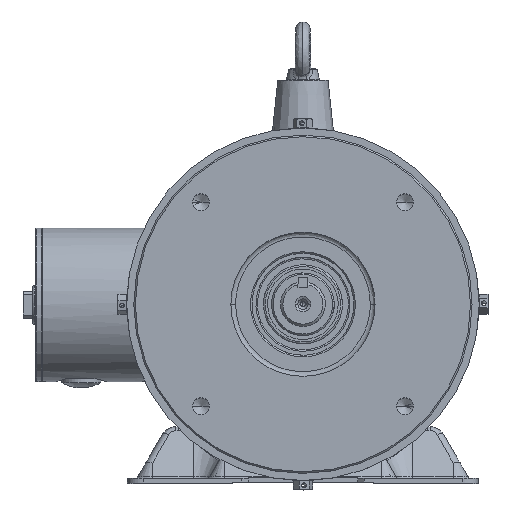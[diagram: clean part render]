
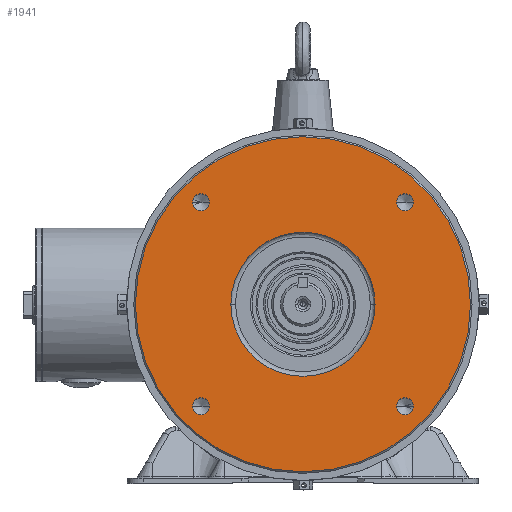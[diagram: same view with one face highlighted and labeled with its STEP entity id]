
A CAD part, top view. The second image highlights one B-rep face of the part: STEP entity #1941.
In plain terms, the highlighted planar face has unit normal (0, 0, 1).
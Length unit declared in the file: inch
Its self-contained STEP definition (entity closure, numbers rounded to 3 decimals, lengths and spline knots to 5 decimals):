
#5 = CARTESIAN_POINT ( 'NONE',  ( -2.56326, 2.56326, 0. ) ) ;
#292 = CIRCLE ( 'NONE', #23732, 0.21095 ) ;
#355 = EDGE_CURVE ( 'NONE', #25818, #37310, #12481, .T. ) ;
#601 = EDGE_CURVE ( 'NONE', #53393, #12286, #15997, .T. ) ;
#669 = DIRECTION ( 'NONE',  ( 0., 0., 1. ) ) ;
#1326 = CIRCLE ( 'NONE', #43817, 0.21095 ) ;
#1881 = DIRECTION ( 'NONE',  ( 0., 0., -1. ) ) ;
#1941 = ADVANCED_FACE ( 'NONE', ( #49385, #53348, #36348, #14599, #31854, #6122 ), #23330, .F. ) ;
#2744 = CIRCLE ( 'NONE', #18987, 0.21095 ) ;
#4603 = DIRECTION ( 'NONE',  ( 0., 0., 1. ) ) ;
#4622 = DIRECTION ( 'NONE',  ( -1., 0., 0. ) ) ;
#4742 = AXIS2_PLACEMENT_3D ( 'NONE', #5, #29698, #17817 ) ;
#5736 = EDGE_CURVE ( 'NONE', #27256, #48729, #2744, .T. ) ;
#5829 = EDGE_CURVE ( 'NONE', #48729, #27256, #49689, .T. ) ;
#6086 = EDGE_LOOP ( 'NONE', ( #16314, #41385 ) ) ;
#6122 = FACE_OUTER_BOUND ( 'NONE', #22528, .T. ) ;
#6355 = CARTESIAN_POINT ( 'NONE',  ( 1.81102, 0., 0. ) ) ;
#6530 = CIRCLE ( 'NONE', #43565, 0.21095 ) ;
#7020 = AXIS2_PLACEMENT_3D ( 'NONE', #40598, #1881, #53641 ) ;
#7230 = DIRECTION ( 'NONE',  ( -1., 0., 0. ) ) ;
#7815 = VERTEX_POINT ( 'NONE', #48822 ) ;
#8587 = EDGE_LOOP ( 'NONE', ( #12557, #35361 ) ) ;
#9319 = AXIS2_PLACEMENT_3D ( 'NONE', #33469, #28960, #20726 ) ;
#9739 = DIRECTION ( 'NONE',  ( -1., 0., 0. ) ) ;
#9911 = ORIENTED_EDGE ( 'NONE', *, *, #14354, .F. ) ;
#10113 = ORIENTED_EDGE ( 'NONE', *, *, #355, .F. ) ;
#10130 = EDGE_CURVE ( 'NONE', #29666, #7815, #43675, .T. ) ;
#10618 = CARTESIAN_POINT ( 'NONE',  ( 2.77421, 2.56326, 0. ) ) ;
#10620 = CARTESIAN_POINT ( 'NONE',  ( -2.56326, 2.56326, 0. ) ) ;
#10902 = CARTESIAN_POINT ( 'NONE',  ( 2.56326, 2.56326, 0. ) ) ;
#11198 = DIRECTION ( 'NONE',  ( -1., 0., 0. ) ) ;
#12286 = VERTEX_POINT ( 'NONE', #15298 ) ;
#12481 = CIRCLE ( 'NONE', #39469, 1.81102 ) ;
#12557 = ORIENTED_EDGE ( 'NONE', *, *, #33508, .F. ) ;
#12775 = EDGE_LOOP ( 'NONE', ( #51655, #9911 ) ) ;
#14354 = EDGE_CURVE ( 'NONE', #52553, #36937, #24889, .T. ) ;
#14599 = FACE_BOUND ( 'NONE', #26669, .T. ) ;
#15298 = CARTESIAN_POINT ( 'NONE',  ( 4.21063, 0., 0. ) ) ;
#15997 = CIRCLE ( 'NONE', #34947, 4.21063 ) ;
#16314 = ORIENTED_EDGE ( 'NONE', *, *, #5736, .F. ) ;
#16403 = EDGE_CURVE ( 'NONE', #37310, #25818, #38191, .T. ) ;
#16680 = ORIENTED_EDGE ( 'NONE', *, *, #16403, .F. ) ;
#17358 = VERTEX_POINT ( 'NONE', #25245 ) ;
#17622 = CARTESIAN_POINT ( 'NONE',  ( -2.56326, -2.56326, 0. ) ) ;
#17817 = DIRECTION ( 'NONE',  ( -1., 0., 0. ) ) ;
#18394 = CARTESIAN_POINT ( 'NONE',  ( -2.77421, -2.56326, 0. ) ) ;
#18987 = AXIS2_PLACEMENT_3D ( 'NONE', #10902, #24745, #7230 ) ;
#19549 = CARTESIAN_POINT ( 'NONE',  ( 0., 0., 0. ) ) ;
#19651 = DIRECTION ( 'NONE',  ( -1., 0., 0. ) ) ;
#20483 = CARTESIAN_POINT ( 'NONE',  ( 2.56326, -2.56326, 0. ) ) ;
#20726 = DIRECTION ( 'NONE',  ( -1., 0., 0. ) ) ;
#21785 = CARTESIAN_POINT ( 'NONE',  ( -2.56326, -2.56326, 0. ) ) ;
#22528 = EDGE_LOOP ( 'NONE', ( #47182, #33347 ) ) ;
#22702 = DIRECTION ( 'NONE',  ( 0., 0., 1. ) ) ;
#23330 = PLANE ( 'NONE',  #7020 ) ;
#23732 = AXIS2_PLACEMENT_3D ( 'NONE', #10620, #40877, #11198 ) ;
#24164 = CARTESIAN_POINT ( 'NONE',  ( 2.56326, 2.56326, 0. ) ) ;
#24742 = CARTESIAN_POINT ( 'NONE',  ( -4.21063, 0., 0. ) ) ;
#24745 = DIRECTION ( 'NONE',  ( 0., 0., 1. ) ) ;
#24889 = CIRCLE ( 'NONE', #51131, 0.21095 ) ;
#25245 = CARTESIAN_POINT ( 'NONE',  ( -2.35231, 2.56326, 0. ) ) ;
#25818 = VERTEX_POINT ( 'NONE', #39649 ) ;
#26004 = EDGE_LOOP ( 'NONE', ( #49733, #27788 ) ) ;
#26142 = CARTESIAN_POINT ( 'NONE',  ( 2.56326, -2.56326, 0. ) ) ;
#26308 = CARTESIAN_POINT ( 'NONE',  ( 0., 0., 0. ) ) ;
#26482 = CARTESIAN_POINT ( 'NONE',  ( 2.35231, 2.56326, 0. ) ) ;
#26669 = EDGE_LOOP ( 'NONE', ( #10113, #16680 ) ) ;
#27256 = VERTEX_POINT ( 'NONE', #26482 ) ;
#27788 = ORIENTED_EDGE ( 'NONE', *, *, #10130, .F. ) ;
#27996 = AXIS2_PLACEMENT_3D ( 'NONE', #24164, #54740, #50230 ) ;
#28481 = EDGE_CURVE ( 'NONE', #36937, #52553, #6530, .T. ) ;
#28960 = DIRECTION ( 'NONE',  ( 0., 0., 1. ) ) ;
#29666 = VERTEX_POINT ( 'NONE', #34475 ) ;
#29698 = DIRECTION ( 'NONE',  ( 0., 0., 1. ) ) ;
#30067 = CARTESIAN_POINT ( 'NONE',  ( 0., 0., 0. ) ) ;
#30299 = VERTEX_POINT ( 'NONE', #49300 ) ;
#30304 = DIRECTION ( 'NONE',  ( -1., 0., 0. ) ) ;
#31854 = FACE_BOUND ( 'NONE', #8587, .T. ) ;
#33347 = ORIENTED_EDGE ( 'NONE', *, *, #601, .F. ) ;
#33469 = CARTESIAN_POINT ( 'NONE',  ( 0., 0., 0. ) ) ;
#33508 = EDGE_CURVE ( 'NONE', #30299, #17358, #292, .T. ) ;
#34198 = CARTESIAN_POINT ( 'NONE',  ( -2.35231, -2.56326, 0. ) ) ;
#34475 = CARTESIAN_POINT ( 'NONE',  ( 2.77421, -2.56326, 0. ) ) ;
#34818 = DIRECTION ( 'NONE',  ( 0., 0., 1. ) ) ;
#34947 = AXIS2_PLACEMENT_3D ( 'NONE', #26308, #55174, #47266 ) ;
#35361 = ORIENTED_EDGE ( 'NONE', *, *, #53687, .F. ) ;
#35724 = EDGE_CURVE ( 'NONE', #12286, #53393, #38593, .T. ) ;
#36348 = FACE_BOUND ( 'NONE', #26004, .T. ) ;
#36937 = VERTEX_POINT ( 'NONE', #18394 ) ;
#37310 = VERTEX_POINT ( 'NONE', #6355 ) ;
#38191 = CIRCLE ( 'NONE', #9319, 1.81102 ) ;
#38593 = CIRCLE ( 'NONE', #43146, 4.21063 ) ;
#39029 = CIRCLE ( 'NONE', #4742, 0.21095 ) ;
#39362 = DIRECTION ( 'NONE',  ( -1., 0., 0. ) ) ;
#39469 = AXIS2_PLACEMENT_3D ( 'NONE', #30067, #669, #4622 ) ;
#39649 = CARTESIAN_POINT ( 'NONE',  ( -1.81102, 0., 0. ) ) ;
#40598 = CARTESIAN_POINT ( 'NONE',  ( 0., -1.81102, 0. ) ) ;
#40877 = DIRECTION ( 'NONE',  ( 0., 0., 1. ) ) ;
#41054 = DIRECTION ( 'NONE',  ( 0., 0., -1. ) ) ;
#41385 = ORIENTED_EDGE ( 'NONE', *, *, #5829, .F. ) ;
#42733 = AXIS2_PLACEMENT_3D ( 'NONE', #26142, #22702, #9739 ) ;
#43146 = AXIS2_PLACEMENT_3D ( 'NONE', #19549, #41054, #53792 ) ;
#43565 = AXIS2_PLACEMENT_3D ( 'NONE', #21785, #34818, #30304 ) ;
#43675 = CIRCLE ( 'NONE', #42733, 0.21095 ) ;
#43817 = AXIS2_PLACEMENT_3D ( 'NONE', #20483, #50495, #19651 ) ;
#47182 = ORIENTED_EDGE ( 'NONE', *, *, #35724, .F. ) ;
#47266 = DIRECTION ( 'NONE',  ( 1., 0., 0. ) ) ;
#47864 = EDGE_CURVE ( 'NONE', #7815, #29666, #1326, .T. ) ;
#48729 = VERTEX_POINT ( 'NONE', #10618 ) ;
#48822 = CARTESIAN_POINT ( 'NONE',  ( 2.35231, -2.56326, 0. ) ) ;
#49300 = CARTESIAN_POINT ( 'NONE',  ( -2.77421, 2.56326, 0. ) ) ;
#49385 = FACE_BOUND ( 'NONE', #12775, .T. ) ;
#49689 = CIRCLE ( 'NONE', #27996, 0.21095 ) ;
#49733 = ORIENTED_EDGE ( 'NONE', *, *, #47864, .F. ) ;
#50230 = DIRECTION ( 'NONE',  ( -1., 0., 0. ) ) ;
#50495 = DIRECTION ( 'NONE',  ( 0., 0., 1. ) ) ;
#51131 = AXIS2_PLACEMENT_3D ( 'NONE', #17622, #4603, #39362 ) ;
#51655 = ORIENTED_EDGE ( 'NONE', *, *, #28481, .F. ) ;
#52553 = VERTEX_POINT ( 'NONE', #34198 ) ;
#53348 = FACE_BOUND ( 'NONE', #6086, .T. ) ;
#53393 = VERTEX_POINT ( 'NONE', #24742 ) ;
#53641 = DIRECTION ( 'NONE',  ( 1., 0., 0. ) ) ;
#53687 = EDGE_CURVE ( 'NONE', #17358, #30299, #39029, .T. ) ;
#53792 = DIRECTION ( 'NONE',  ( 1., 0., 0. ) ) ;
#54740 = DIRECTION ( 'NONE',  ( 0., 0., 1. ) ) ;
#55174 = DIRECTION ( 'NONE',  ( 0., 0., -1. ) ) ;
